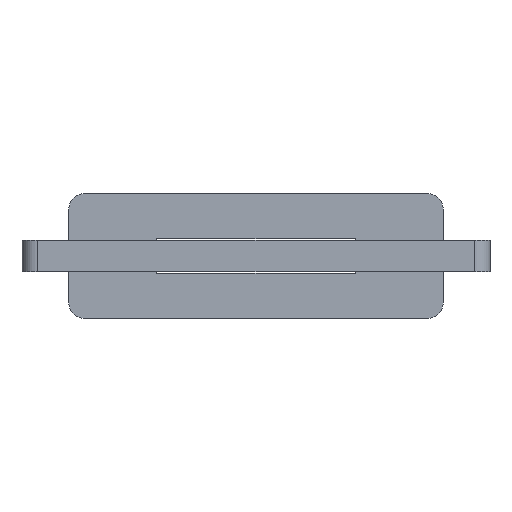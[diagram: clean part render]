
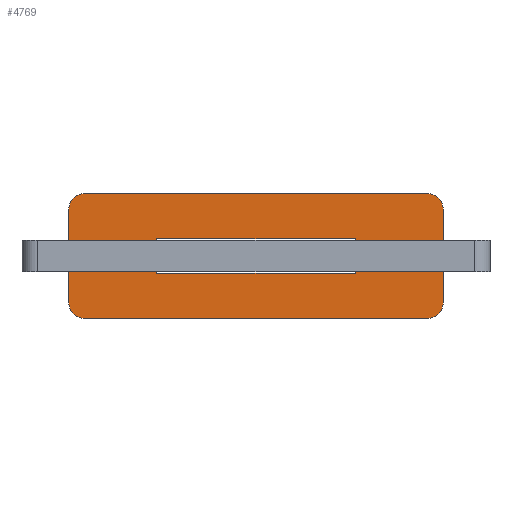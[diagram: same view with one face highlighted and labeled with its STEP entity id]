
A CAD part, front view. The second image highlights one B-rep face of the part: STEP entity #4769.
In plain terms, the highlighted planar face has unit normal (0, -1, 0).
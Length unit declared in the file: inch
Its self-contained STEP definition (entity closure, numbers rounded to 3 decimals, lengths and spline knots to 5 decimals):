
#172 = LINE ( 'NONE', #2757, #913 ) ;
#220 = DIRECTION ( 'NONE',  ( 0., -1., 0. ) ) ;
#221 = ORIENTED_EDGE ( 'NONE', *, *, #2585, .T. ) ;
#230 = DIRECTION ( 'NONE',  ( -1., 0., 0. ) ) ;
#288 = CIRCLE ( 'NONE', #3155, 0.03937 ) ;
#308 = VERTEX_POINT ( 'NONE', #1302 ) ;
#341 = CARTESIAN_POINT ( 'NONE',  ( -0.47244, 0.64961, 0.03937 ) ) ;
#357 = AXIS2_PLACEMENT_3D ( 'NONE', #1345, #1753, #230 ) ;
#390 = CARTESIAN_POINT ( 'NONE',  ( -0.25, 0.64961, -0.00394 ) ) ;
#400 = EDGE_CURVE ( 'NONE', #3836, #1495, #2021, .T. ) ;
#464 = ORIENTED_EDGE ( 'NONE', *, *, #2030, .T. ) ;
#684 = VECTOR ( 'NONE', #3013, 39.37008 ) ;
#702 = CARTESIAN_POINT ( 'NONE',  ( -0.43307, 0.64961, -0.11811 ) ) ;
#710 = DIRECTION ( 'NONE',  ( 1., 0., 0. ) ) ;
#734 = DIRECTION ( 'NONE',  ( 0., -1., 0. ) ) ;
#866 = CARTESIAN_POINT ( 'NONE',  ( 0., 0.64961, -0.00394 ) ) ;
#913 = VECTOR ( 'NONE', #1602, 39.37008 ) ;
#915 = AXIS2_PLACEMENT_3D ( 'NONE', #4040, #734, #2206 ) ;
#983 = AXIS2_PLACEMENT_3D ( 'NONE', #2453, #3951, #4688 ) ;
#991 = LINE ( 'NONE', #3523, #1616 ) ;
#1056 = ORIENTED_EDGE ( 'NONE', *, *, #3596, .T. ) ;
#1058 = VECTOR ( 'NONE', #1714, 39.37008 ) ;
#1122 = CARTESIAN_POINT ( 'NONE',  ( -0.25, 0.64961, 0.03937 ) ) ;
#1154 = ORIENTED_EDGE ( 'NONE', *, *, #2507, .T. ) ;
#1160 = LINE ( 'NONE', #866, #684 ) ;
#1174 = EDGE_CURVE ( 'NONE', #4232, #1278, #172, .T. ) ;
#1227 = CIRCLE ( 'NONE', #915, 0.03937 ) ;
#1250 = CARTESIAN_POINT ( 'NONE',  ( 0.47244, 0.64961, 0.03937 ) ) ;
#1278 = VERTEX_POINT ( 'NONE', #4654 ) ;
#1279 = DIRECTION ( 'NONE',  ( 0., 0., -1. ) ) ;
#1302 = CARTESIAN_POINT ( 'NONE',  ( -0.47244, 0.64961, 0.15748 ) ) ;
#1345 = CARTESIAN_POINT ( 'NONE',  ( -0.43307, 0.64961, 0.15748 ) ) ;
#1353 = VERTEX_POINT ( 'NONE', #702 ) ;
#1355 = VERTEX_POINT ( 'NONE', #2174 ) ;
#1356 = CARTESIAN_POINT ( 'NONE',  ( 0.25, 0.64961, 0.03937 ) ) ;
#1381 = ORIENTED_EDGE ( 'NONE', *, *, #3721, .T. ) ;
#1389 = VERTEX_POINT ( 'NONE', #2243 ) ;
#1442 = ORIENTED_EDGE ( 'NONE', *, *, #2938, .T. ) ;
#1495 = VERTEX_POINT ( 'NONE', #2287 ) ;
#1511 = LINE ( 'NONE', #1122, #2440 ) ;
#1596 = CIRCLE ( 'NONE', #357, 0.03937 ) ;
#1602 = DIRECTION ( 'NONE',  ( -1., 0., 0. ) ) ;
#1616 = VECTOR ( 'NONE', #3212, 39.37008 ) ;
#1711 = EDGE_CURVE ( 'NONE', #1355, #3167, #991, .T. ) ;
#1714 = DIRECTION ( 'NONE',  ( 0., 0., 1. ) ) ;
#1732 = EDGE_CURVE ( 'NONE', #4191, #1353, #1227, .T. ) ;
#1738 = ORIENTED_EDGE ( 'NONE', *, *, #1711, .T. ) ;
#1753 = DIRECTION ( 'NONE',  ( 0., -1., 0. ) ) ;
#1835 = VECTOR ( 'NONE', #4151, 39.37008 ) ;
#1853 = PLANE ( 'NONE',  #4069 ) ;
#1876 = DIRECTION ( 'NONE',  ( 0., 0., 1. ) ) ;
#1939 = EDGE_LOOP ( 'NONE', ( #2338, #221, #1442, #1738 ) ) ;
#2021 = LINE ( 'NONE', #1250, #1058 ) ;
#2030 = EDGE_CURVE ( 'NONE', #1389, #3836, #2227, .T. ) ;
#2174 = CARTESIAN_POINT ( 'NONE',  ( -0.25, 0.64961, 0.08268 ) ) ;
#2206 = DIRECTION ( 'NONE',  ( -1., 0., 0. ) ) ;
#2227 = CIRCLE ( 'NONE', #983, 0.03937 ) ;
#2243 = CARTESIAN_POINT ( 'NONE',  ( 0.43307, 0.64961, -0.11811 ) ) ;
#2287 = CARTESIAN_POINT ( 'NONE',  ( 0.47244, 0.64961, 0.15748 ) ) ;
#2338 = ORIENTED_EDGE ( 'NONE', *, *, #2615, .T. ) ;
#2394 = VERTEX_POINT ( 'NONE', #390 ) ;
#2432 = ORIENTED_EDGE ( 'NONE', *, *, #4350, .T. ) ;
#2440 = VECTOR ( 'NONE', #1876, 39.37008 ) ;
#2453 = CARTESIAN_POINT ( 'NONE',  ( 0.43307, 0.64961, -0.07874 ) ) ;
#2460 = CARTESIAN_POINT ( 'NONE',  ( 0.25, 0.64961, -0.00394 ) ) ;
#2507 = EDGE_CURVE ( 'NONE', #1353, #1389, #3818, .T. ) ;
#2532 = VECTOR ( 'NONE', #1279, 39.37008 ) ;
#2585 = EDGE_CURVE ( 'NONE', #4626, #2394, #1160, .T. ) ;
#2615 = EDGE_CURVE ( 'NONE', #3167, #4626, #4649, .T. ) ;
#2655 = CARTESIAN_POINT ( 'NONE',  ( -0.47244, 0.64961, -0.07874 ) ) ;
#2757 = CARTESIAN_POINT ( 'NONE',  ( 0., 0.64961, 0.19685 ) ) ;
#2806 = DIRECTION ( 'NONE',  ( -1., 0., 0. ) ) ;
#2833 = VECTOR ( 'NONE', #4487, 39.37008 ) ;
#2938 = EDGE_CURVE ( 'NONE', #2394, #1355, #1511, .T. ) ;
#3001 = FACE_BOUND ( 'NONE', #1939, .T. ) ;
#3013 = DIRECTION ( 'NONE',  ( -1., 0., 0. ) ) ;
#3155 = AXIS2_PLACEMENT_3D ( 'NONE', #3532, #220, #2806 ) ;
#3167 = VERTEX_POINT ( 'NONE', #4644 ) ;
#3174 = ORIENTED_EDGE ( 'NONE', *, *, #400, .T. ) ;
#3212 = DIRECTION ( 'NONE',  ( 1., 0., 0. ) ) ;
#3409 = CARTESIAN_POINT ( 'NONE',  ( 0.43307, 0.64961, 0.19685 ) ) ;
#3523 = CARTESIAN_POINT ( 'NONE',  ( 0., 0.64961, 0.08268 ) ) ;
#3532 = CARTESIAN_POINT ( 'NONE',  ( 0.43307, 0.64961, 0.15748 ) ) ;
#3596 = EDGE_CURVE ( 'NONE', #1278, #308, #1596, .T. ) ;
#3658 = DIRECTION ( 'NONE',  ( 0., -1., 0. ) ) ;
#3676 = LINE ( 'NONE', #341, #2833 ) ;
#3721 = EDGE_CURVE ( 'NONE', #308, #4191, #3676, .T. ) ;
#3780 = CARTESIAN_POINT ( 'NONE',  ( 0.47244, 0.64961, -0.07874 ) ) ;
#3818 = LINE ( 'NONE', #4536, #1835 ) ;
#3836 = VERTEX_POINT ( 'NONE', #3780 ) ;
#3852 = EDGE_LOOP ( 'NONE', ( #2432, #4714, #1056, #1381, #4721, #1154, #464, #3174 ) ) ;
#3951 = DIRECTION ( 'NONE',  ( 0., -1., 0. ) ) ;
#4018 = CARTESIAN_POINT ( 'NONE',  ( 0., 0.64961, 0.03937 ) ) ;
#4040 = CARTESIAN_POINT ( 'NONE',  ( -0.43307, 0.64961, -0.07874 ) ) ;
#4069 = AXIS2_PLACEMENT_3D ( 'NONE', #4018, #3658, #710 ) ;
#4151 = DIRECTION ( 'NONE',  ( 1., 0., 0. ) ) ;
#4191 = VERTEX_POINT ( 'NONE', #2655 ) ;
#4232 = VERTEX_POINT ( 'NONE', #3409 ) ;
#4350 = EDGE_CURVE ( 'NONE', #1495, #4232, #288, .T. ) ;
#4487 = DIRECTION ( 'NONE',  ( 0., 0., -1. ) ) ;
#4536 = CARTESIAN_POINT ( 'NONE',  ( 0., 0.64961, -0.11811 ) ) ;
#4626 = VERTEX_POINT ( 'NONE', #2460 ) ;
#4644 = CARTESIAN_POINT ( 'NONE',  ( 0.25, 0.64961, 0.08268 ) ) ;
#4649 = LINE ( 'NONE', #1356, #2532 ) ;
#4654 = CARTESIAN_POINT ( 'NONE',  ( -0.43307, 0.64961, 0.19685 ) ) ;
#4688 = DIRECTION ( 'NONE',  ( -1., 0., 0. ) ) ;
#4714 = ORIENTED_EDGE ( 'NONE', *, *, #1174, .T. ) ;
#4721 = ORIENTED_EDGE ( 'NONE', *, *, #1732, .T. ) ;
#4732 = FACE_OUTER_BOUND ( 'NONE', #3852, .T. ) ;
#4769 = ADVANCED_FACE ( 'NONE', ( #4732, #3001 ), #1853, .T. ) ;
